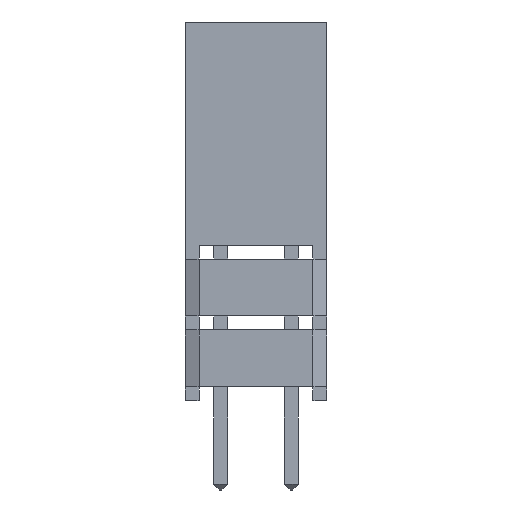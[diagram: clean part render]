
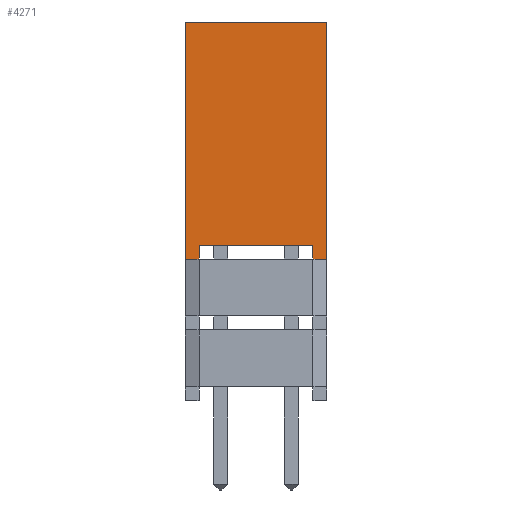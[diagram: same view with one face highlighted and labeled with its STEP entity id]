
A CAD part, left-side view. The second image highlights one B-rep face of the part: STEP entity #4271.
In plain terms, the highlighted planar face has unit normal (-1, 0, 0).
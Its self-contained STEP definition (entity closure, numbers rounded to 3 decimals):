
#2222 = VERTEX_POINT('',#2223);
#2223 = CARTESIAN_POINT('',(-1.27,-0.77,5.08));
#2268 = VERTEX_POINT('',#2269);
#2269 = CARTESIAN_POINT('',(-1.27,-1.27,5.08));
#2275 = EDGE_CURVE('',#2268,#2276,#2278,.T.);
#2276 = VERTEX_POINT('',#2277);
#2277 = CARTESIAN_POINT('',(-1.27,-1.27,13.58));
#2278 = LINE('',#2279,#2280);
#2279 = CARTESIAN_POINT('',(-1.27,-1.27,5.08));
#2280 = VECTOR('',#2281,1.);
#2281 = DIRECTION('',(0.,0.,1.));
#2669 = VERTEX_POINT('',#2670);
#2670 = CARTESIAN_POINT('',(-1.27,3.31,5.08));
#2732 = VERTEX_POINT('',#2733);
#2733 = CARTESIAN_POINT('',(-1.27,3.81,5.08));
#2739 = EDGE_CURVE('',#2732,#2740,#2742,.T.);
#2740 = VERTEX_POINT('',#2741);
#2741 = CARTESIAN_POINT('',(-1.27,3.81,13.58));
#2742 = LINE('',#2743,#2744);
#2743 = CARTESIAN_POINT('',(-1.27,3.81,5.08));
#2744 = VECTOR('',#2745,1.);
#2745 = DIRECTION('',(0.,0.,1.));
#4231 = EDGE_CURVE('',#2268,#2222,#4232,.T.);
#4232 = LINE('',#4233,#4234);
#4233 = CARTESIAN_POINT('',(-1.27,-1.27,5.08));
#4234 = VECTOR('',#4235,1.);
#4235 = DIRECTION('',(0.,1.,0.));
#4271 = ADVANCED_FACE('',(#4272),#4311,.F.);
#4272 = FACE_BOUND('',#4273,.F.);
#4273 = EDGE_LOOP('',(#4274,#4280,#4281,#4282,#4290,#4298,#4304,#4310));
#4274 = ORIENTED_EDGE('',*,*,#4275,.F.);
#4275 = EDGE_CURVE('',#2276,#2740,#4276,.T.);
#4276 = LINE('',#4277,#4278);
#4277 = CARTESIAN_POINT('',(-1.27,-1.27,13.58));
#4278 = VECTOR('',#4279,1.);
#4279 = DIRECTION('',(0.,1.,0.));
#4280 = ORIENTED_EDGE('',*,*,#2275,.F.);
#4281 = ORIENTED_EDGE('',*,*,#4231,.T.);
#4282 = ORIENTED_EDGE('',*,*,#4283,.T.);
#4283 = EDGE_CURVE('',#2222,#4284,#4286,.T.);
#4284 = VERTEX_POINT('',#4285);
#4285 = CARTESIAN_POINT('',(-1.27,-0.77,5.58));
#4286 = LINE('',#4287,#4288);
#4287 = CARTESIAN_POINT('',(-1.27,-0.77,5.08));
#4288 = VECTOR('',#4289,1.);
#4289 = DIRECTION('',(0.,0.,1.));
#4290 = ORIENTED_EDGE('',*,*,#4291,.T.);
#4291 = EDGE_CURVE('',#4284,#4292,#4294,.T.);
#4292 = VERTEX_POINT('',#4293);
#4293 = CARTESIAN_POINT('',(-1.27,3.31,5.58));
#4294 = LINE('',#4295,#4296);
#4295 = CARTESIAN_POINT('',(-1.27,-0.77,5.58));
#4296 = VECTOR('',#4297,1.);
#4297 = DIRECTION('',(0.,1.,0.));
#4298 = ORIENTED_EDGE('',*,*,#4299,.F.);
#4299 = EDGE_CURVE('',#2669,#4292,#4300,.T.);
#4300 = LINE('',#4301,#4302);
#4301 = CARTESIAN_POINT('',(-1.27,3.31,5.08));
#4302 = VECTOR('',#4303,1.);
#4303 = DIRECTION('',(0.,0.,1.));
#4304 = ORIENTED_EDGE('',*,*,#4305,.T.);
#4305 = EDGE_CURVE('',#2669,#2732,#4306,.T.);
#4306 = LINE('',#4307,#4308);
#4307 = CARTESIAN_POINT('',(-1.27,-1.27,5.08));
#4308 = VECTOR('',#4309,1.);
#4309 = DIRECTION('',(0.,1.,0.));
#4310 = ORIENTED_EDGE('',*,*,#2739,.T.);
#4311 = PLANE('',#4312);
#4312 = AXIS2_PLACEMENT_3D('',#4313,#4314,#4315);
#4313 = CARTESIAN_POINT('',(-1.27,-1.27,5.08));
#4314 = DIRECTION('',(1.,0.,0.));
#4315 = DIRECTION('',(0.,0.,1.));
